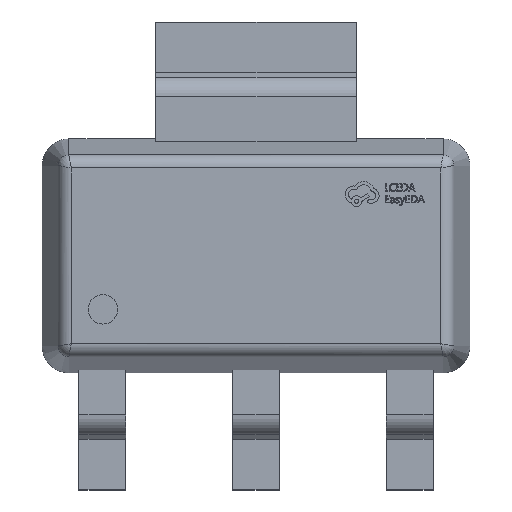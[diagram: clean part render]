
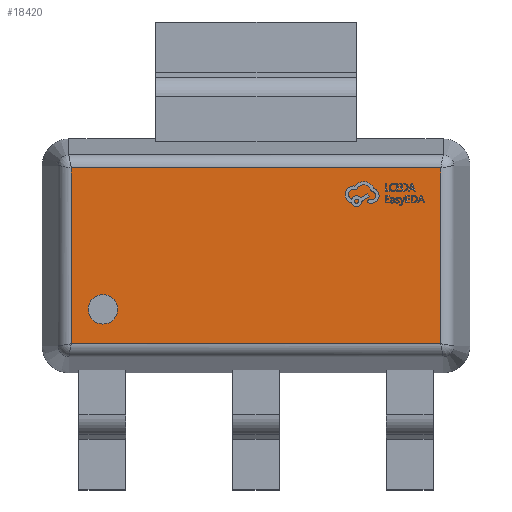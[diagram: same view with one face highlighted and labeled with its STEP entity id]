
A CAD part, top view. The second image highlights one B-rep face of the part: STEP entity #18420.
In plain terms, the highlighted planar face has unit normal (0, 0, 1).
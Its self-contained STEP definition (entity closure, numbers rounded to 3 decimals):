
#837 = LINE ( 'NONE', #10556, #5894 ) ;
#905 = CARTESIAN_POINT ( 'NONE',  ( -2.764, 1.314, 1.2 ) ) ;
#951 = VERTEX_POINT ( 'NONE', #9454 ) ;
#989 = DIRECTION ( 'NONE',  ( 1., 0., 0. ) ) ;
#1129 = CIRCLE ( 'NONE', #11580, 0.22 ) ;
#1549 = FACE_BOUND ( 'NONE', #5158, .T. ) ;
#1662 = DIRECTION ( 'NONE',  ( 1., 0., 0. ) ) ;
#2592 = EDGE_CURVE ( 'NONE', #5906, #16310, #8529, .T. ) ;
#2866 = FACE_OUTER_BOUND ( 'NONE', #11556, .T. ) ;
#3056 = CARTESIAN_POINT ( 'NONE',  ( 2.8, -1.314, 1.2 ) ) ;
#3067 = CARTESIAN_POINT ( 'NONE',  ( -2.764, -1.35, 1.2 ) ) ;
#3314 = CARTESIAN_POINT ( 'NONE',  ( 2.8, -1.35, 1.2 ) ) ;
#3565 = VERTEX_POINT ( 'NONE', #15755 ) ;
#4635 = PLANE ( 'NONE',  #14146 ) ;
#4716 = EDGE_CURVE ( 'NONE', #951, #5906, #837, .T. ) ;
#5158 = EDGE_LOOP ( 'NONE', ( #9350, #11401 ) ) ;
#5330 = CARTESIAN_POINT ( 'NONE',  ( 2.764, 1.35, 1.2 ) ) ;
#5792 = DIRECTION ( 'NONE',  ( 0., -1., 0. ) ) ;
#5894 = VECTOR ( 'NONE', #17666, 1000. ) ;
#5906 = VERTEX_POINT ( 'NONE', #905 ) ;
#5909 = AXIS2_PLACEMENT_3D ( 'NONE', #7274, #7099, #14197 ) ;
#6349 = VERTEX_POINT ( 'NONE', #12257 ) ;
#7099 = DIRECTION ( 'NONE',  ( 0., 0., 1. ) ) ;
#7274 = CARTESIAN_POINT ( 'NONE',  ( -2.289, -0.8, 1.2 ) ) ;
#7376 = VECTOR ( 'NONE', #5792, 1000. ) ;
#7791 = ORIENTED_EDGE ( 'NONE', *, *, #7824, .T. ) ;
#7800 = CARTESIAN_POINT ( 'NONE',  ( 2.764, -1.314, 1.2 ) ) ;
#7824 = EDGE_CURVE ( 'NONE', #16310, #14030, #17481, .T. ) ;
#8529 = LINE ( 'NONE', #3067, #7376 ) ;
#9143 = DIRECTION ( 'NONE',  ( 0., 0., 1. ) ) ;
#9350 = ORIENTED_EDGE ( 'NONE', *, *, #14375, .F. ) ;
#9454 = CARTESIAN_POINT ( 'NONE',  ( 2.764, 1.314, 1.2 ) ) ;
#9660 = EDGE_CURVE ( 'NONE', #6349, #3565, #1129, .T. ) ;
#10532 = VECTOR ( 'NONE', #1662, 1000. ) ;
#10556 = CARTESIAN_POINT ( 'NONE',  ( -2.8, 1.314, 1.2 ) ) ;
#11053 = DIRECTION ( 'NONE',  ( 0., 1., 0. ) ) ;
#11401 = ORIENTED_EDGE ( 'NONE', *, *, #9660, .F. ) ;
#11556 = EDGE_LOOP ( 'NONE', ( #14175, #7791, #14569, #17847 ) ) ;
#11580 = AXIS2_PLACEMENT_3D ( 'NONE', #13615, #9143, #14829 ) ;
#12257 = CARTESIAN_POINT ( 'NONE',  ( -2.509, -0.8, 1.2 ) ) ;
#12259 = LINE ( 'NONE', #5330, #16546 ) ;
#13615 = CARTESIAN_POINT ( 'NONE',  ( -2.289, -0.8, 1.2 ) ) ;
#14030 = VERTEX_POINT ( 'NONE', #7800 ) ;
#14146 = AXIS2_PLACEMENT_3D ( 'NONE', #3314, #14650, #989 ) ;
#14175 = ORIENTED_EDGE ( 'NONE', *, *, #2592, .T. ) ;
#14197 = DIRECTION ( 'NONE',  ( 1., 0., 0. ) ) ;
#14375 = EDGE_CURVE ( 'NONE', #3565, #6349, #17572, .T. ) ;
#14569 = ORIENTED_EDGE ( 'NONE', *, *, #16057, .T. ) ;
#14650 = DIRECTION ( 'NONE',  ( 0., 0., 1. ) ) ;
#14660 = CARTESIAN_POINT ( 'NONE',  ( -2.764, -1.314, 1.2 ) ) ;
#14829 = DIRECTION ( 'NONE',  ( 1., 0., 0. ) ) ;
#15755 = CARTESIAN_POINT ( 'NONE',  ( -2.069, -0.8, 1.2 ) ) ;
#16057 = EDGE_CURVE ( 'NONE', #14030, #951, #12259, .T. ) ;
#16310 = VERTEX_POINT ( 'NONE', #14660 ) ;
#16546 = VECTOR ( 'NONE', #11053, 1000. ) ;
#17481 = LINE ( 'NONE', #3056, #10532 ) ;
#17572 = CIRCLE ( 'NONE', #5909, 0.22 ) ;
#17666 = DIRECTION ( 'NONE',  ( -1., 0., 0. ) ) ;
#17847 = ORIENTED_EDGE ( 'NONE', *, *, #4716, .T. ) ;
#18420 = ADVANCED_FACE ( 'NONE', ( #1549, #2866 ), #4635, .T. ) ;
